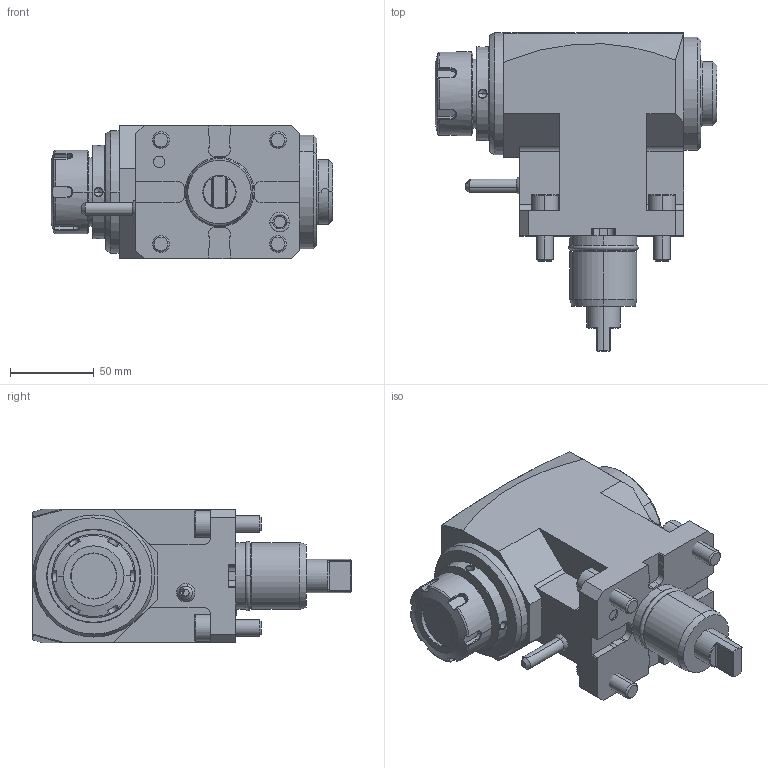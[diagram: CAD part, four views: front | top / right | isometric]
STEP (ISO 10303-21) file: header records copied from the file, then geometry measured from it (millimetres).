
FILE_DESCRIPTION((''),'2;1');
FILE_NAME('NGT2_40_201_32_3_3_85_MS','2022-03-02T',('vali'),('NOVA GRUP'),'PRO/ENGINEER BY PARAMETRIC TECHNOLOGY CORPORATION, 2010280','PRO/ENGINEER BY PARAMETRIC TECHNOLOGY CORPORATION, 2010280','');
FILE_SCHEMA(('CONFIG_CONTROL_DESIGN'));
Length unit declared in the file: millimetre
Products named in the file (1): NGT2_40_201_32_3_3_85_MS
Bounding box: 168.4 x 190.5 x 80 mm (x, y, z)
Volume: 1103830.4 mm3; surface area: 95039.7 mm2
Topology: 2 solids, 6 shells, 466 faces, 1176 edges, 742 vertices
Faces by surface type: plane 178, cylinder 104, cone 84, torus 62, bspline 32, extrusion 4, sphere 2
Entity records: 16237 total; most frequent: CARTESIAN_POINT 5234, ORIENTED_EDGE 2336, DIRECTION 2214, EDGE_CURVE 1168, AXIS2_PLACEMENT_3D 824, VERTEX_POINT 742, VECTOR 566, LINE 562
